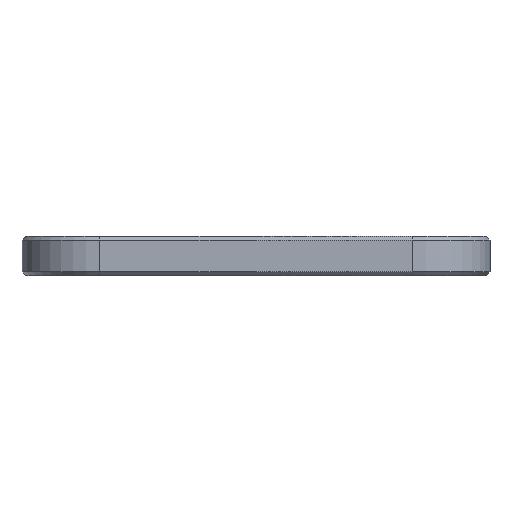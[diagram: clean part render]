
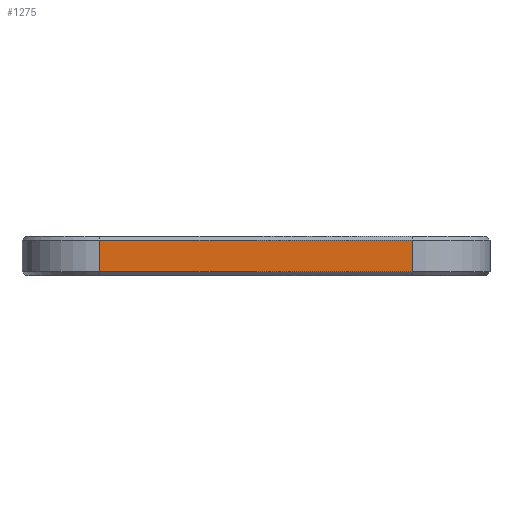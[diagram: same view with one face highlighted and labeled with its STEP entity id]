
A CAD part, left-side view. The second image highlights one B-rep face of the part: STEP entity #1275.
In plain terms, the highlighted planar face has unit normal (-1, 0, 0).
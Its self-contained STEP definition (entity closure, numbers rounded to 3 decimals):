
#101 = PLANE('',#102);
#102 = AXIS2_PLACEMENT_3D('',#103,#104,#105);
#103 = CARTESIAN_POINT('',(-6.1,25.,0.15));
#104 = DIRECTION('',(0.707,0.,0.707));
#105 = DIRECTION('',(0.,-1.,0.));
#515 = VERTEX_POINT('',#516);
#516 = CARTESIAN_POINT('',(-6.25,25.,0.3));
#531 = CYLINDRICAL_SURFACE('',#532,6.25);
#532 = AXIS2_PLACEMENT_3D('',#533,#534,#535);
#533 = CARTESIAN_POINT('',(0.,25.,0.));
#534 = DIRECTION('',(-0.,-0.,-1.));
#535 = DIRECTION('',(1.,0.,0.));
#624 = EDGE_CURVE('',#515,#625,#627,.T.);
#625 = VERTEX_POINT('',#626);
#626 = CARTESIAN_POINT('',(-6.25,0.,0.3));
#627 = SURFACE_CURVE('',#628,(#632,#639),.PCURVE_S1.);
#628 = LINE('',#629,#630);
#629 = CARTESIAN_POINT('',(-6.25,25.,0.3));
#630 = VECTOR('',#631,1.);
#631 = DIRECTION('',(-0.,-1.,-0.));
#632 = PCURVE('',#101,#633);
#633 = DEFINITIONAL_REPRESENTATION('',(#634),#638);
#634 = LINE('',#635,#636);
#635 = CARTESIAN_POINT('',(0.,-0.212));
#636 = VECTOR('',#637,1.);
#637 = DIRECTION('',(1.,0.));
#638 = ( GEOMETRIC_REPRESENTATION_CONTEXT(2) 
PARAMETRIC_REPRESENTATION_CONTEXT() REPRESENTATION_CONTEXT('2D SPACE',''
  ) );
#639 = PCURVE('',#640,#645);
#640 = PLANE('',#641);
#641 = AXIS2_PLACEMENT_3D('',#642,#643,#644);
#642 = CARTESIAN_POINT('',(-6.25,0.,0.));
#643 = DIRECTION('',(-1.,0.,0.));
#644 = DIRECTION('',(0.,1.,0.));
#645 = DEFINITIONAL_REPRESENTATION('',(#646),#650);
#646 = LINE('',#647,#648);
#647 = CARTESIAN_POINT('',(25.,-0.3));
#648 = VECTOR('',#649,1.);
#649 = DIRECTION('',(-1.,0.));
#650 = ( GEOMETRIC_REPRESENTATION_CONTEXT(2) 
PARAMETRIC_REPRESENTATION_CONTEXT() REPRESENTATION_CONTEXT('2D SPACE',''
  ) );
#747 = CYLINDRICAL_SURFACE('',#748,6.25);
#748 = AXIS2_PLACEMENT_3D('',#749,#750,#751);
#749 = CARTESIAN_POINT('',(0.,0.,0.));
#750 = DIRECTION('',(-0.,-0.,-1.));
#751 = DIRECTION('',(1.,0.,0.));
#1171 = VERTEX_POINT('',#1172);
#1172 = CARTESIAN_POINT('',(-6.25,25.,2.825));
#1199 = EDGE_CURVE('',#515,#1171,#1200,.T.);
#1200 = SURFACE_CURVE('',#1201,(#1205,#1212),.PCURVE_S1.);
#1201 = LINE('',#1202,#1203);
#1202 = CARTESIAN_POINT('',(-6.25,25.,0.));
#1203 = VECTOR('',#1204,1.);
#1204 = DIRECTION('',(0.,0.,1.));
#1205 = PCURVE('',#531,#1206);
#1206 = DEFINITIONAL_REPRESENTATION('',(#1207),#1211);
#1207 = LINE('',#1208,#1209);
#1208 = CARTESIAN_POINT('',(-3.142,0.));
#1209 = VECTOR('',#1210,1.);
#1210 = DIRECTION('',(-0.,-1.));
#1211 = ( GEOMETRIC_REPRESENTATION_CONTEXT(2) 
PARAMETRIC_REPRESENTATION_CONTEXT() REPRESENTATION_CONTEXT('2D SPACE',''
  ) );
#1212 = PCURVE('',#640,#1213);
#1213 = DEFINITIONAL_REPRESENTATION('',(#1214),#1218);
#1214 = LINE('',#1215,#1216);
#1215 = CARTESIAN_POINT('',(25.,0.));
#1216 = VECTOR('',#1217,1.);
#1217 = DIRECTION('',(0.,-1.));
#1218 = ( GEOMETRIC_REPRESENTATION_CONTEXT(2) 
PARAMETRIC_REPRESENTATION_CONTEXT() REPRESENTATION_CONTEXT('2D SPACE',''
  ) );
#1275 = ADVANCED_FACE('',(#1276),#640,.T.);
#1276 = FACE_BOUND('',#1277,.T.);
#1277 = EDGE_LOOP('',(#1278,#1301,#1327,#1328));
#1278 = ORIENTED_EDGE('',*,*,#1279,.T.);
#1279 = EDGE_CURVE('',#625,#1280,#1282,.T.);
#1280 = VERTEX_POINT('',#1281);
#1281 = CARTESIAN_POINT('',(-6.25,0.,2.825));
#1282 = SURFACE_CURVE('',#1283,(#1287,#1294),.PCURVE_S1.);
#1283 = LINE('',#1284,#1285);
#1284 = CARTESIAN_POINT('',(-6.25,0.,0.));
#1285 = VECTOR('',#1286,1.);
#1286 = DIRECTION('',(0.,0.,1.));
#1287 = PCURVE('',#640,#1288);
#1288 = DEFINITIONAL_REPRESENTATION('',(#1289),#1293);
#1289 = LINE('',#1290,#1291);
#1290 = CARTESIAN_POINT('',(0.,0.));
#1291 = VECTOR('',#1292,1.);
#1292 = DIRECTION('',(0.,-1.));
#1293 = ( GEOMETRIC_REPRESENTATION_CONTEXT(2) 
PARAMETRIC_REPRESENTATION_CONTEXT() REPRESENTATION_CONTEXT('2D SPACE',''
  ) );
#1294 = PCURVE('',#747,#1295);
#1295 = DEFINITIONAL_REPRESENTATION('',(#1296),#1300);
#1296 = LINE('',#1297,#1298);
#1297 = CARTESIAN_POINT('',(-3.142,0.));
#1298 = VECTOR('',#1299,1.);
#1299 = DIRECTION('',(-0.,-1.));
#1300 = ( GEOMETRIC_REPRESENTATION_CONTEXT(2) 
PARAMETRIC_REPRESENTATION_CONTEXT() REPRESENTATION_CONTEXT('2D SPACE',''
  ) );
#1301 = ORIENTED_EDGE('',*,*,#1302,.F.);
#1302 = EDGE_CURVE('',#1171,#1280,#1303,.T.);
#1303 = SURFACE_CURVE('',#1304,(#1308,#1315),.PCURVE_S1.);
#1304 = LINE('',#1305,#1306);
#1305 = CARTESIAN_POINT('',(-6.25,25.,2.825));
#1306 = VECTOR('',#1307,1.);
#1307 = DIRECTION('',(-0.,-1.,-0.));
#1308 = PCURVE('',#640,#1309);
#1309 = DEFINITIONAL_REPRESENTATION('',(#1310),#1314);
#1310 = LINE('',#1311,#1312);
#1311 = CARTESIAN_POINT('',(25.,-2.825));
#1312 = VECTOR('',#1313,1.);
#1313 = DIRECTION('',(-1.,0.));
#1314 = ( GEOMETRIC_REPRESENTATION_CONTEXT(2) 
PARAMETRIC_REPRESENTATION_CONTEXT() REPRESENTATION_CONTEXT('2D SPACE',''
  ) );
#1315 = PCURVE('',#1316,#1321);
#1316 = PLANE('',#1317);
#1317 = AXIS2_PLACEMENT_3D('',#1318,#1319,#1320);
#1318 = CARTESIAN_POINT('',(-6.1,25.,2.975));
#1319 = DIRECTION('',(-0.707,0.,0.707
    ));
#1320 = DIRECTION('',(0.,-1.,0.));
#1321 = DEFINITIONAL_REPRESENTATION('',(#1322),#1326);
#1322 = LINE('',#1323,#1324);
#1323 = CARTESIAN_POINT('',(0.,-0.212));
#1324 = VECTOR('',#1325,1.);
#1325 = DIRECTION('',(1.,0.));
#1326 = ( GEOMETRIC_REPRESENTATION_CONTEXT(2) 
PARAMETRIC_REPRESENTATION_CONTEXT() REPRESENTATION_CONTEXT('2D SPACE',''
  ) );
#1327 = ORIENTED_EDGE('',*,*,#1199,.F.);
#1328 = ORIENTED_EDGE('',*,*,#624,.T.);
